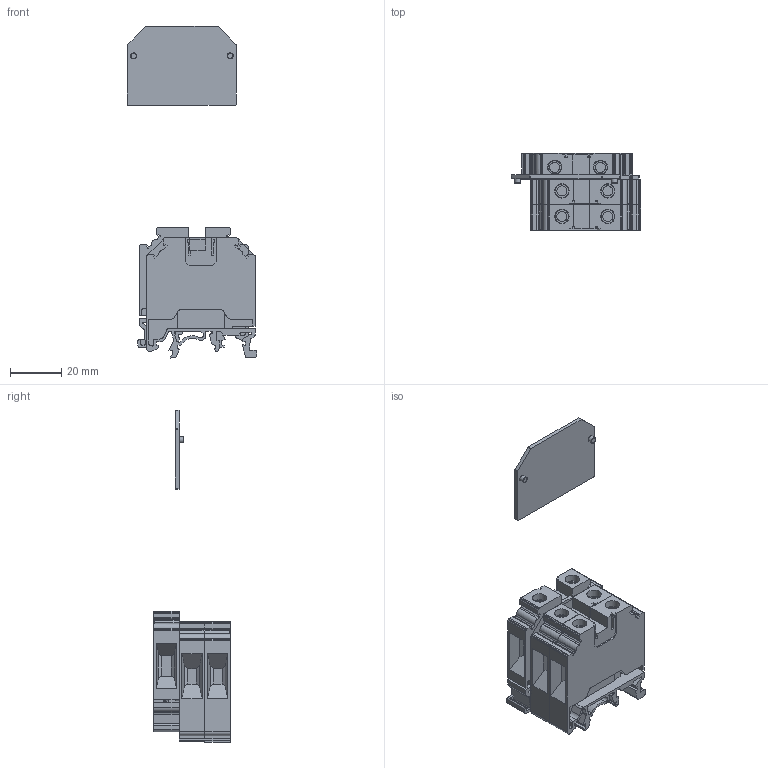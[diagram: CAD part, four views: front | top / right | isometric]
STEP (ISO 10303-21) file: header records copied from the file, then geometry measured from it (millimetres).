
FILE_DESCRIPTION( ( 'Unknown' ), '1' );
FILE_NAME( 'CMDB10-2.stp', 'Unknown', ( 'Unknown' ), ( 'Unknown' ), 'PSStep 14.0', 'Unknown', ' ' );
FILE_SCHEMA( ( 'AUTOMOTIVE_DESIGN { 1 0 10303 214 1 1 1 1 }' ) );
Length unit declared in the file: millimetre
Products named in the file (4): Assem1; EPCDB10U; CDB10U
Bounding box: 50.37 x 30 x 129.53 mm (x, y, z)
Volume: 39797.7 mm3; surface area: 29078.4 mm2
Topology: 8 solids, 20 shells, 976 faces, 2666 edges, 1767 vertices
Faces by surface type: plane 608, cylinder 346, torus 22
Full cylindrical faces by diameter (mm): 2.4 x10, 3.9 x6, 5.2 x6, 5.6 x12
Entity records: 13059 total; most frequent: CARTESIAN_POINT 1811, DIRECTION 1801, ORIENTED_EDGE 1758, EDGE_CURVE 879, LINE 633, VECTOR 633, VERTEX_POINT 594, AXIS2_PLACEMENT_3D 584
